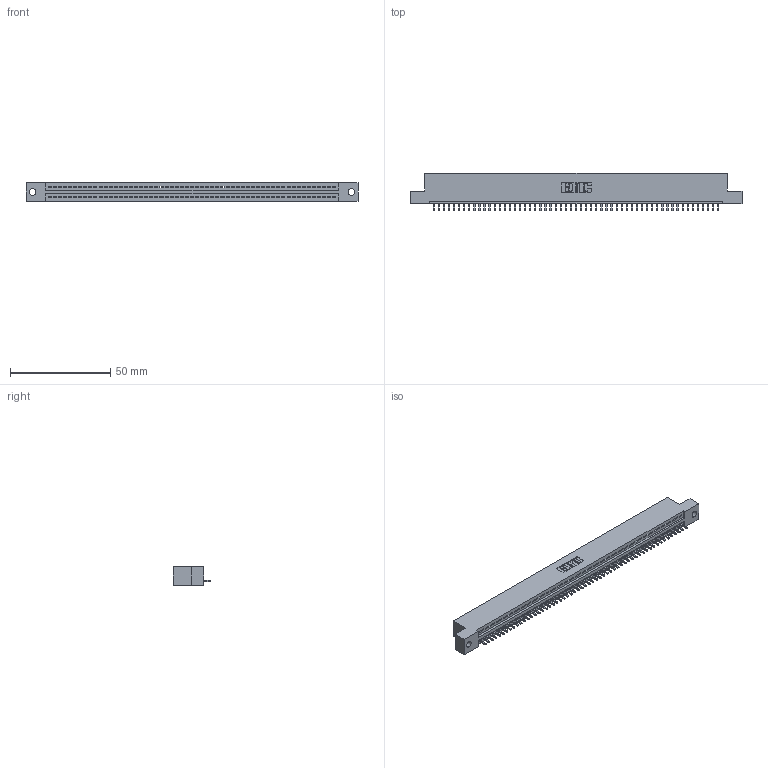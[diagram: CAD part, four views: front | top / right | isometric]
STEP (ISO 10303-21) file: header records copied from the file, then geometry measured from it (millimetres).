
FILE_DESCRIPTION (( 'STEP AP203' ), '1' );
FILE_NAME ('345-057-521-102.STEP', '2019-10-10T12:50:01', ( '' ), ( '' ), 'SwSTEP 2.0', 'SolidWorks 2016', '' );
FILE_SCHEMA (( 'CONFIG_CONTROL_DESIGN' ));
Length unit declared in the file: inch
Products named in the file (3): 345-292-001_345-293-121; 345-057-521-102; 345 Part_Flush Mounting Lugs - 0.128 Dia
Assembly tree (58 placements, depth 2):
  345-057-521-102
    345 Part_Flush Mounting Lugs - 0.128 Dia
    345-292-001_345-293-121  x57
Bounding box: 165.99 x 18.72 x 9.4 mm (x, y, z)
Volume: 15689.8 mm3; surface area: 20148.5 mm2
Topology: 58 solids, 58 shells, 3432 faces, 10373 edges, 6838 vertices
Faces by surface type: plane 2360, cylinder 1072
Entity records: 40901 total; most frequent: CARTESIAN_POINT 7091, ORIENTED_EDGE 7082, DIRECTION 6171, EDGE_CURVE 3541, VECTOR 3181, LINE 3181, VERTEX_POINT 2358, AXIS2_PLACEMENT_3D 1495
